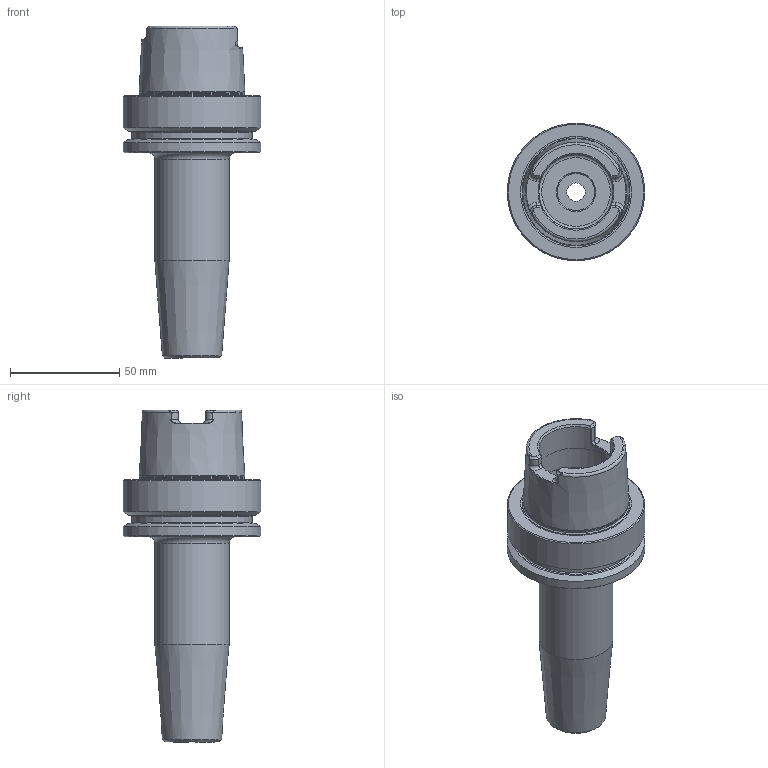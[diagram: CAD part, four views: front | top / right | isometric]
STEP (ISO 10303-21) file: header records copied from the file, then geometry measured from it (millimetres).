
FILE_DESCRIPTION(/* description */ (''),/* implementation_level */ '2;1');
FILE_NAME(/* name */ '1672293937761.stp',/* time_stamp */ '2022-12-29T11:35:49+05:00',/* author */ (''),/* organization */ ('SMS'),/* preprocessor_version */ 'ST-DEVELOPER v16.7',/* originating_system */ 'SIEMENS PLM Software NX 12.0',/* authorisation */ '');
FILE_SCHEMA (('AUTOMOTIVE_DESIGN { 1 0 10303 214 3 1 1 1 }'));
Length unit declared in the file: millimetre
Products named in the file (1): 204356914mod000_00
Bounding box: 63 x 63 x 152 mm (x, y, z)
Volume: 149027.1 mm3; surface area: 34920.3 mm2
Topology: 1 solids, 1 shells, 117 faces, 263 edges, 159 vertices
Faces by surface type: plane 32, cone 25, cylinder 24, bspline 20, torus 16
Full cylindrical faces by diameter (mm): 8.4 x1, 11 x1, 15.875 x1, 16.475 x1, 17 x1, 18.5 x1, 34 x3, 40 x1, 48.041 x1, 55 x1, 63 x2
Entity records: 4220 total; most frequent: CARTESIAN_POINT 1913, ORIENTED_EDGE 436, DIRECTION 426, EDGE_CURVE 218, AXIS2_PLACEMENT_3D 191, EDGE_LOOP 166, VERTEX_POINT 150, ADVANCED_FACE 117
